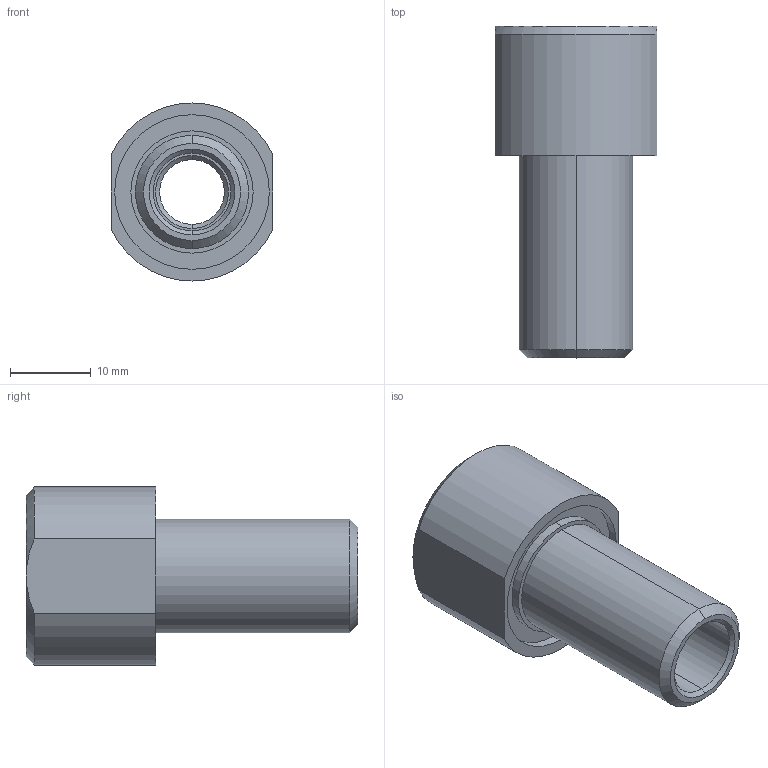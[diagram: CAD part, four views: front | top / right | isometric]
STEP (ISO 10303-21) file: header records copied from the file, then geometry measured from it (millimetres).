
FILE_DESCRIPTION (( 'STEP AP214' ), '1' );
FILE_NAME ('Penetrateur_M14_10mm_IA.STEP', '2024-09-12T16:45:47', ( '' ), ( '' ), 'SwSTEP 2.0', 'SolidWorks 2024', '' );
FILE_SCHEMA (( 'AUTOMOTIVE_DESIGN' ));
Length unit declared in the file: millimetre
Products named in the file (1): Penetrateur_M14_10mm_IA
Bounding box: 20 x 41 x 22 mm (x, y, z)
Volume: 6296.3 mm3; surface area: 4104.2 mm2
Topology: 1 solids, 1 shells, 42 faces, 87 edges, 53 vertices
Faces by surface type: cylinder 17, cone 15, plane 10
Entity records: 1171 total; most frequent: DIRECTION 218, CARTESIAN_POINT 215, ORIENTED_EDGE 174, AXIS2_PLACEMENT_3D 92, EDGE_CURVE 87, VERTEX_POINT 53, EDGE_LOOP 50, CIRCLE 49
